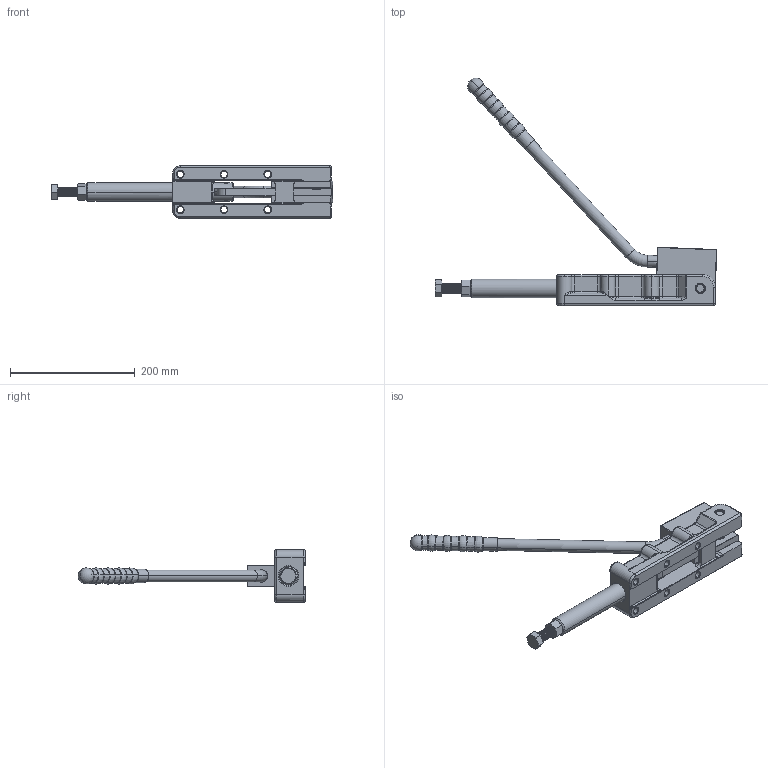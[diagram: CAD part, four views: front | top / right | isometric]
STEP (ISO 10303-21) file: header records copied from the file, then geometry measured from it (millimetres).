
FILE_DESCRIPTION (( 'STEP AP203' ), '1' );
FILE_NAME ('CH-35000HL.STEP', '2020-03-30T07:09:21', ( 'User' ), ( 'china' ), 'SwSTEP 2.0', 'SolidWorks 2018', '' );
FILE_SCHEMA (( 'CONFIG_CONTROL_DESIGN' ));
Length unit declared in the file: millimetre
Products named in the file (25): CH-35000階粣01; CH-35000鞠褒蹟邡; CH-35000HL; CH-35000蟀裝; CH-35000鞠褒蹟譫; CH-35000菁釱; CH-35000傻种; 35000HL忒梟釱; CH-35000酗种; CH-35000HL吽薯忒梟; 35000HL綵竄杶; hexagon socket set screws with cup point gb; hexagon socket set screws with cup point gb_GB_SOCKET_SET_TYPE4 M10X12-N
Assembly tree (13 placements, depth 2):
  CH-35000鞠褒蹟邡
  CH-35000HL
    CH-35000菁釱
    CH-35000酗种  x2
    CH-35000階粣01
    CH-35000蟀裝
    CH-35000傻种  x2
    CH-35000鞠褒蹟邡
    CH-35000鞠褒蹟譫
    35000HL忒梟釱
    CH-35000HL吽薯忒梟
    35000HL綵竄杶
    hexagon socket set screws with cup point gb_GB_SOCKET_SET_TYPE4 M10X12-N
  CH-35000鞠褒蹟譫
  CH-35000菁釱
  35000HL忒梟釱
Bounding box: 451.54 x 365.05 x 84.49 mm (x, y, z)
Volume: 1080695.4 mm3; surface area: 237828.7 mm2
Topology: 13 solids, 13 shells, 1933 faces, 4724 edges, 2826 vertices
Faces by surface type: plane 919, cylinder 435, cone 270, bspline 234, torus 73, sphere 2
Entity records: 58367 total; most frequent: CARTESIAN_POINT 22266, ORIENTED_EDGE 7330, DIRECTION 6597, EDGE_CURVE 3665, AXIS2_PLACEMENT_3D 2364, VERTEX_POINT 2201, VECTOR 1869, LINE 1869
